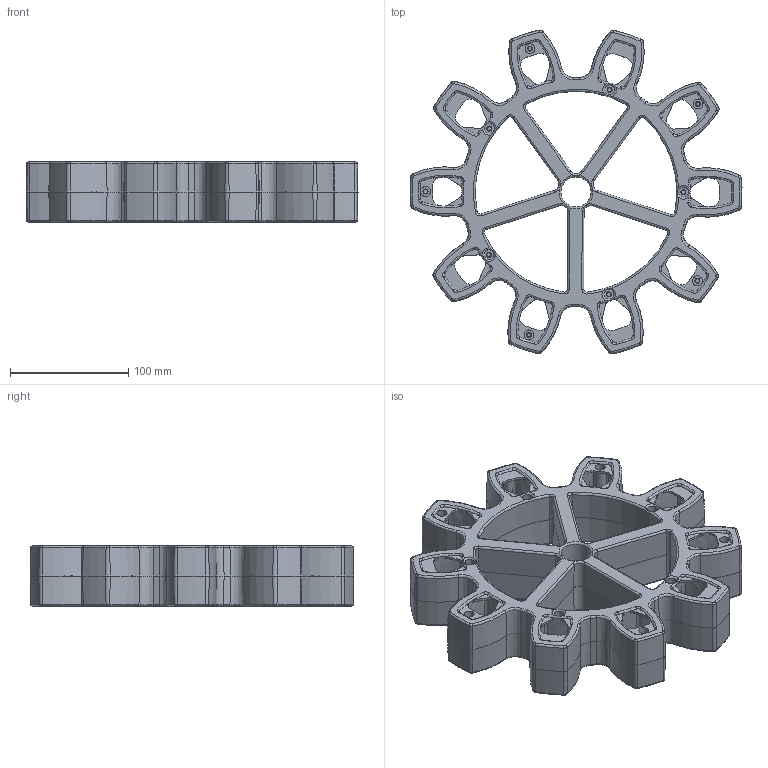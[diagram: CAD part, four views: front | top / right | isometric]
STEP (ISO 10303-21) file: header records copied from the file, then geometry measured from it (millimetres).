
FILE_DESCRIPTION(/* description */ ('STEP AP214'),/* implementation_level */ '2;1');
FILE_NAME(/* name */ 'gear.stp',/* time_stamp */ '2017-06-20T22:20:54-05:00',/* author */ ('Michael'),/* organization */ (''),/* preprocessor_version */ 'ST-DEVELOPER v16.5',/* originating_system */ 'Autodesk Inventor 2017',/* authorisation */ '');
FILE_SCHEMA (('AUTOMOTIVE_DESIGN { 1 0 10303 214 3 1 1 }'));
Length unit declared in the file: inch
Products named in the file (2): FRC Yellow Gear; ip-3302 10T gear
Assembly tree (2 placements, depth 2):
  FRC Yellow Gear
    ip-3302 10T gear  x2
Bounding box: 280.2 x 273.39 x 50.8 mm (x, y, z)
Volume: 514951.8 mm3; surface area: 479842.5 mm2
Topology: 2 solids, 2 shells, 2648 faces, 7220 edges, 4696 vertices
Faces by surface type: cone 1224, plane 636, torus 370, bspline 212, cylinder 206
Full cylindrical faces by diameter (mm): 3.429 x10, 3.48 x10, 4.318 x20, 7.366 x20, 8.382 x20, 25.4 x2
Entity records: 44621 total; most frequent: CARTESIAN_POINT 10012, DIRECTION 8002, ORIENTED_EDGE 7074, EDGE_CURVE 3537, AXIS2_PLACEMENT_3D 3469, VERTEX_POINT 2332, CIRCLE 2107, EDGE_LOOP 1493
